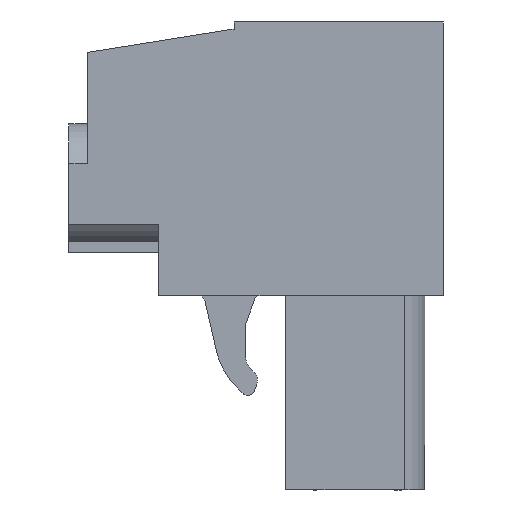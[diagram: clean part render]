
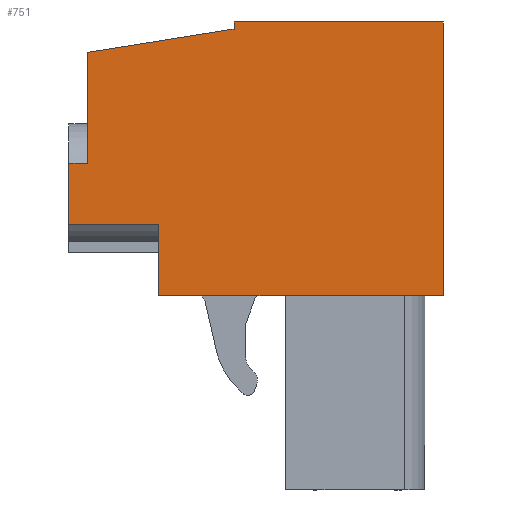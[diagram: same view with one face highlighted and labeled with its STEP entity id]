
A CAD part, left-side view. The second image highlights one B-rep face of the part: STEP entity #751.
In plain terms, the highlighted planar face has unit normal (-1, 0, 0).
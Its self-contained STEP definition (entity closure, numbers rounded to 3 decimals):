
#697=AXIS2_PLACEMENT_3D('Plane Axis2P3D',#694,#695,#696) ;
#120=CARTESIAN_POINT('Vertex',(0.,0.,20.)) ;
#123=CARTESIAN_POINT('Line Origine',(0.,0.,14.15)) ;
#127=CARTESIAN_POINT('Vertex',(0.,0.,8.3)) ;
#158=CARTESIAN_POINT('Vertex',(0.,8.94,20.)) ;
#161=CARTESIAN_POINT('Line Origine',(0.,4.47,20.)) ;
#393=CARTESIAN_POINT('Vertex',(0.,8.94,19.7)) ;
#396=CARTESIAN_POINT('Line Origine',(0.,8.94,19.85)) ;
#424=CARTESIAN_POINT('Vertex',(0.,15.2,18.7)) ;
#427=CARTESIAN_POINT('Line Origine',(0.,12.07,19.2)) ;
#694=CARTESIAN_POINT('Axis2P3D Location',(0.,0.,0.)) ;
#699=CARTESIAN_POINT('Line Origine',(0.,15.2,16.327)) ;
#703=CARTESIAN_POINT('Vertex',(0.,15.2,13.954)) ;
#706=CARTESIAN_POINT('Line Origine',(0.,15.6,13.954)) ;
#710=CARTESIAN_POINT('Vertex',(0.,16.,13.954)) ;
#713=CARTESIAN_POINT('Line Origine',(0.,16.,12.654)) ;
#717=CARTESIAN_POINT('Vertex',(0.,16.,11.355)) ;
#720=CARTESIAN_POINT('Line Origine',(0.,14.075,11.355)) ;
#724=CARTESIAN_POINT('Vertex',(0.,12.15,11.355)) ;
#727=CARTESIAN_POINT('Line Origine',(0.,12.15,9.827)) ;
#731=CARTESIAN_POINT('Vertex',(0.,12.15,8.3)) ;
#734=CARTESIAN_POINT('Line Origine',(0.,6.075,8.3)) ;
#124=DIRECTION('Vector Direction',(0.,0.,-1.)) ;
#162=DIRECTION('Vector Direction',(0.,-1.,0.)) ;
#397=DIRECTION('Vector Direction',(0.,0.,1.)) ;
#428=DIRECTION('Vector Direction',(0.,-0.987,0.158)) ;
#695=DIRECTION('Axis2P3D Direction',(-1.,0.,0.)) ;
#696=DIRECTION('Axis2P3D XDirection',(0.,0.,1.)) ;
#700=DIRECTION('Vector Direction',(0.,0.,1.)) ;
#707=DIRECTION('Vector Direction',(0.,-1.,0.)) ;
#714=DIRECTION('Vector Direction',(0.,0.,-1.)) ;
#721=DIRECTION('Vector Direction',(0.,-1.,0.)) ;
#728=DIRECTION('Vector Direction',(0.,0.,1.)) ;
#735=DIRECTION('Vector Direction',(0.,1.,0.)) ;
#125=VECTOR('Line Direction',#124,1.) ;
#163=VECTOR('Line Direction',#162,1.) ;
#398=VECTOR('Line Direction',#397,1.) ;
#429=VECTOR('Line Direction',#428,1.) ;
#701=VECTOR('Line Direction',#700,1.) ;
#708=VECTOR('Line Direction',#707,1.) ;
#715=VECTOR('Line Direction',#714,1.) ;
#722=VECTOR('Line Direction',#721,1.) ;
#729=VECTOR('Line Direction',#728,1.) ;
#736=VECTOR('Line Direction',#735,1.) ;
#740=ORIENTED_EDGE('',*,*,#129,.T.) ;
#741=ORIENTED_EDGE('',*,*,#165,.T.) ;
#742=ORIENTED_EDGE('',*,*,#400,.T.) ;
#743=ORIENTED_EDGE('',*,*,#431,.T.) ;
#744=ORIENTED_EDGE('',*,*,#705,.T.) ;
#745=ORIENTED_EDGE('',*,*,#712,.F.) ;
#746=ORIENTED_EDGE('',*,*,#719,.F.) ;
#747=ORIENTED_EDGE('',*,*,#726,.T.) ;
#748=ORIENTED_EDGE('',*,*,#733,.T.) ;
#749=ORIENTED_EDGE('',*,*,#738,.T.) ;
#751=ADVANCED_FACE('HOUSING',(#750),#698,.T.) ;
#129=EDGE_CURVE('',#128,#121,#126,.F.) ;
#165=EDGE_CURVE('',#121,#159,#164,.F.) ;
#400=EDGE_CURVE('',#159,#394,#399,.F.) ;
#431=EDGE_CURVE('',#394,#425,#430,.F.) ;
#705=EDGE_CURVE('',#425,#704,#702,.F.) ;
#712=EDGE_CURVE('',#711,#704,#709,.T.) ;
#719=EDGE_CURVE('',#718,#711,#716,.F.) ;
#726=EDGE_CURVE('',#718,#725,#723,.T.) ;
#733=EDGE_CURVE('',#725,#732,#730,.F.) ;
#738=EDGE_CURVE('',#732,#128,#737,.F.) ;
#739=EDGE_LOOP('',(#740,#741,#742,#743,#744,#745,#746,#747,#748,#749)) ;
#750=FACE_OUTER_BOUND('',#739,.T.) ;
#126=LINE('Line',#123,#125) ;
#164=LINE('Line',#161,#163) ;
#399=LINE('Line',#396,#398) ;
#430=LINE('Line',#427,#429) ;
#702=LINE('Line',#699,#701) ;
#709=LINE('Line',#706,#708) ;
#716=LINE('Line',#713,#715) ;
#723=LINE('Line',#720,#722) ;
#730=LINE('Line',#727,#729) ;
#737=LINE('Line',#734,#736) ;
#698=PLANE('',#697) ;
#121=VERTEX_POINT('',#120) ;
#128=VERTEX_POINT('',#127) ;
#159=VERTEX_POINT('',#158) ;
#394=VERTEX_POINT('',#393) ;
#425=VERTEX_POINT('',#424) ;
#704=VERTEX_POINT('',#703) ;
#711=VERTEX_POINT('',#710) ;
#718=VERTEX_POINT('',#717) ;
#725=VERTEX_POINT('',#724) ;
#732=VERTEX_POINT('',#731) ;
